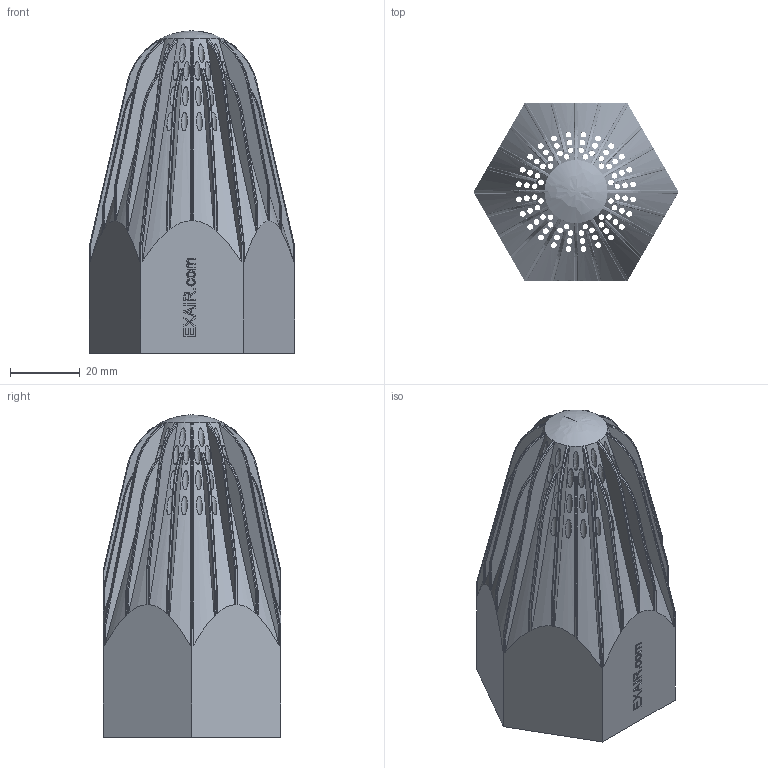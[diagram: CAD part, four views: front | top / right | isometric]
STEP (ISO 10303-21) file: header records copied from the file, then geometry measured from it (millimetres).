
FILE_DESCRIPTION((''),'2;1');
FILE_NAME('1120.stp','2009-09-14T14:44:56',('David Woerner'),(''),'Autodesk Inventor 2010','Autodesk Inventor 2010','');
FILE_SCHEMA(('AUTOMOTIVE_DESIGN { 1 0 10303 214 1 1 1 1 }'));
Length unit declared in the file: inch
Products named in the file (1): 1120
Bounding box: 58.66 x 50.8 x 92.08 mm (x, y, z)
Volume: 76021.3 mm3; surface area: 39978.8 mm2
Topology: 1 solids, 1 shells, 464 faces, 1382 edges, 932 vertices
Faces by surface type: plane 159, cylinder 157, bspline 74, torus 48, cone 26
Full cylindrical faces by diameter (mm): 1.676 x48, 38.1 x1
Entity records: 23171 total; most frequent: CARTESIAN_POINT 12007, ORIENTED_EDGE 2582, DIRECTION 1731, EDGE_CURVE 1291, VERTEX_POINT 930, EDGE_LOOP 733, AXIS2_PLACEMENT_3D 624, VECTOR 483
